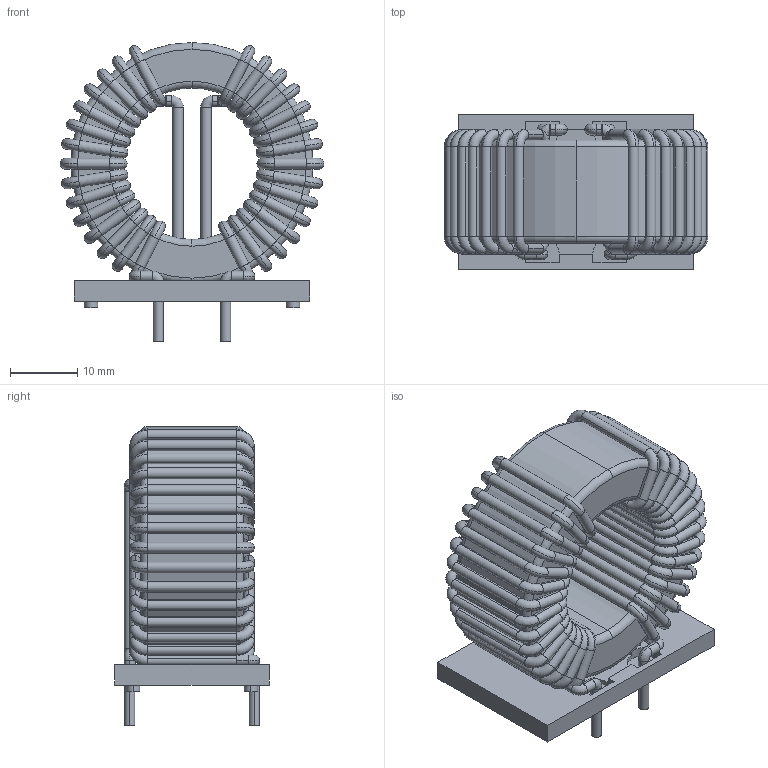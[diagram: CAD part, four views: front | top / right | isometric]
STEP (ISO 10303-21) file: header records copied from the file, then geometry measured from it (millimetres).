
FILE_DESCRIPTION((''),'2;1');
FILE_NAME('IND_WURTH_WE-CMB-XXL.stp','2012-09-03T15:56:40',(''),(''),'Mechanical Desktop 2011','Mechanical Desktop 2011',', , ');
FILE_SCHEMA(('AUTOMOTIVE_DESIGN { 1 2 10303 214 1 1 1 1 }'));
Length unit declared in the file: millimetre
Products named in the file (1): Product
Bounding box: 39.2 x 23 x 44.4 mm (x, y, z)
Volume: 14698.2 mm3; surface area: 13785.8 mm2
Topology: 48 solids, 48 shells, 633 faces, 1732 edges, 1136 vertices
Faces by surface type: cylinder 280, torus 260, bspline 54, plane 39
Entity records: 21789 total; most frequent: CARTESIAN_POINT 4436, DIRECTION 4260, ORIENTED_EDGE 3464, AXIS2_PLACEMENT_3D 1948, EDGE_CURVE 1732, CIRCLE 1368, VERTEX_POINT 1136, EDGE_LOOP 636
